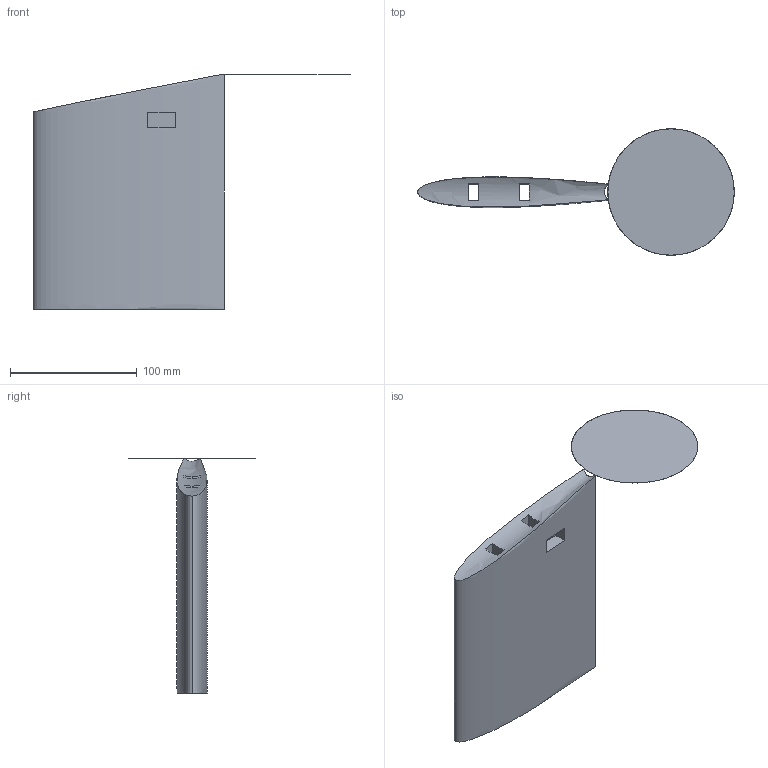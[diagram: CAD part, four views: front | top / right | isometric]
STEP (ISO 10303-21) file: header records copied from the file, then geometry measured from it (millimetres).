
FILE_DESCRIPTION(('FreeCAD Model'),'2;1');
FILE_NAME('Open CASCADE Shape Model','2022-02-13T18:53:11',('Author'),( ''),'Open CASCADE STEP processor 7.5','FreeCAD','Unknown');
FILE_SCHEMA(('AUTOMOTIVE_DESIGN { 1 0 10303 214 1 1 1 1 }'));
Length unit declared in the file: millimetre
Products named in the file (1): Pocket004
Bounding box: 250.03 x 99.88 x 185.15 mm (x, y, z)
Volume: 877451.9 mm3; surface area: 91183.1 mm2
Topology: 1 solids, 1 shells, 26 faces, 69 edges, 46 vertices
Faces by surface type: plane 20, cylinder 3, extrusion 2, revolution 1
Full cylindrical faces by diameter (mm): 100 x2
Entity records: 6577 total; most frequent: CARTESIAN_POINT 5336, DIRECTION 162, ORIENTED_EDGE 138, PCURVE 138, DEFINITIONAL_REPRESENTATION 138, B_SPLINE_CURVE_WITH_KNOTS 106, VECTOR 92, LINE 90
